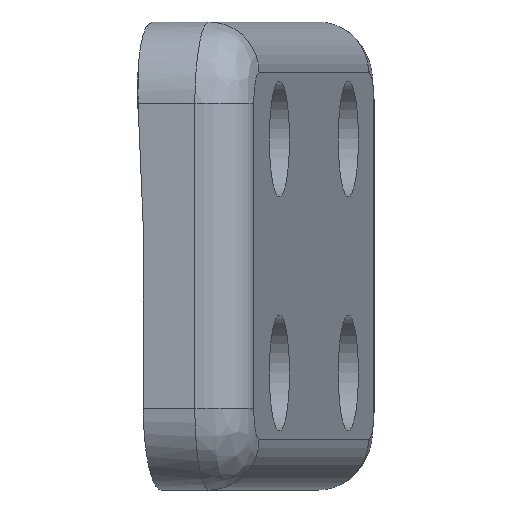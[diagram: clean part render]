
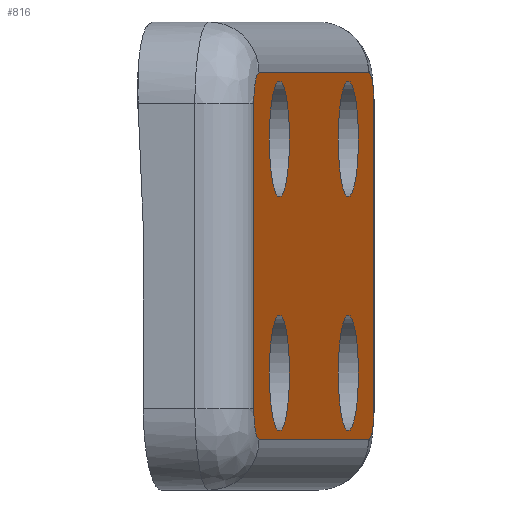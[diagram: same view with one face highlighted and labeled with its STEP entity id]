
A CAD part, front view. The second image highlights one B-rep face of the part: STEP entity #816.
In plain terms, the highlighted planar face has unit normal (0.985, -0.174, 0).
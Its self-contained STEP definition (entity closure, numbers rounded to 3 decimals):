
#19=FACE_BOUND('',#141,.T.);
#20=FACE_BOUND('',#142,.T.);
#21=FACE_BOUND('',#143,.T.);
#22=FACE_BOUND('',#144,.T.);
#31=PLANE('',#898);
#91=FACE_OUTER_BOUND('',#140,.T.);
#140=EDGE_LOOP('',(#613,#614,#615,#616,#617,#618,#619,#620));
#141=EDGE_LOOP('',(#621));
#142=EDGE_LOOP('',(#622));
#143=EDGE_LOOP('',(#623));
#144=EDGE_LOOP('',(#624));
#187=LINE('',#1225,#260);
#190=LINE('',#1248,#263);
#192=LINE('',#1268,#265);
#194=LINE('',#1288,#267);
#260=VECTOR('',#967,10.);
#263=VECTOR('',#982,10.);
#265=VECTOR('',#994,10.);
#267=VECTOR('',#1006,10.);
#337=CIRCLE('',#873,1.5);
#341=CIRCLE('',#878,1.5);
#345=CIRCLE('',#883,1.5);
#348=CIRCLE('',#887,1.5);
#349=CIRCLE('',#899,2.85);
#350=CIRCLE('',#900,2.85);
#351=CIRCLE('',#901,2.85);
#352=CIRCLE('',#902,2.85);
#362=VERTEX_POINT('',#1222);
#363=VERTEX_POINT('',#1224);
#365=VERTEX_POINT('',#1238);
#367=VERTEX_POINT('',#1244);
#369=VERTEX_POINT('',#1258);
#371=VERTEX_POINT('',#1264);
#373=VERTEX_POINT('',#1278);
#375=VERTEX_POINT('',#1284);
#395=VERTEX_POINT('',#1345);
#396=VERTEX_POINT('',#1347);
#397=VERTEX_POINT('',#1349);
#398=VERTEX_POINT('',#1351);
#435=EDGE_CURVE('',#362,#363,#187,.T.);
#440=EDGE_CURVE('',#363,#365,#337,.T.);
#443=EDGE_CURVE('',#365,#367,#190,.T.);
#446=EDGE_CURVE('',#367,#369,#341,.T.);
#449=EDGE_CURVE('',#369,#371,#192,.T.);
#452=EDGE_CURVE('',#371,#373,#345,.T.);
#455=EDGE_CURVE('',#373,#375,#194,.T.);
#457=EDGE_CURVE('',#375,#362,#348,.T.);
#480=EDGE_CURVE('',#395,#395,#349,.F.);
#481=EDGE_CURVE('',#396,#396,#350,.F.);
#482=EDGE_CURVE('',#397,#397,#351,.F.);
#483=EDGE_CURVE('',#398,#398,#352,.F.);
#613=ORIENTED_EDGE('',*,*,#435,.F.);
#614=ORIENTED_EDGE('',*,*,#457,.F.);
#615=ORIENTED_EDGE('',*,*,#455,.F.);
#616=ORIENTED_EDGE('',*,*,#452,.F.);
#617=ORIENTED_EDGE('',*,*,#449,.F.);
#618=ORIENTED_EDGE('',*,*,#446,.F.);
#619=ORIENTED_EDGE('',*,*,#443,.F.);
#620=ORIENTED_EDGE('',*,*,#440,.F.);
#621=ORIENTED_EDGE('',*,*,#480,.F.);
#622=ORIENTED_EDGE('',*,*,#481,.F.);
#623=ORIENTED_EDGE('',*,*,#482,.F.);
#624=ORIENTED_EDGE('',*,*,#483,.F.);
#816=ADVANCED_FACE('',(#91,#19,#20,#21,#22),#31,.T.);
#873=AXIS2_PLACEMENT_3D('',#1242,#975,#976);
#878=AXIS2_PLACEMENT_3D('',#1262,#987,#988);
#883=AXIS2_PLACEMENT_3D('',#1282,#999,#1000);
#887=AXIS2_PLACEMENT_3D('',#1299,#1009,#1010);
#898=AXIS2_PLACEMENT_3D('',#1344,#1047,#1048);
#899=AXIS2_PLACEMENT_3D('',#1346,#1049,#1050);
#900=AXIS2_PLACEMENT_3D('',#1348,#1051,#1052);
#901=AXIS2_PLACEMENT_3D('',#1350,#1053,#1054);
#902=AXIS2_PLACEMENT_3D('',#1352,#1055,#1056);
#967=DIRECTION('',(0.,0.,-1.));
#975=DIRECTION('center_axis',(-0.985,0.174,0.));
#976=DIRECTION('ref_axis',(0.123,0.696,-0.707));
#982=DIRECTION('',(-0.174,-0.985,0.));
#987=DIRECTION('center_axis',(-0.985,0.174,0.));
#988=DIRECTION('ref_axis',(-0.123,-0.696,-0.707));
#994=DIRECTION('',(0.,0.,1.));
#999=DIRECTION('center_axis',(-0.985,0.174,0.));
#1000=DIRECTION('ref_axis',(-0.123,-0.696,0.707));
#1006=DIRECTION('',(0.174,0.985,0.));
#1009=DIRECTION('center_axis',(-0.985,0.174,0.));
#1010=DIRECTION('ref_axis',(0.123,0.696,0.707));
#1047=DIRECTION('center_axis',(0.985,-0.174,0.));
#1048=DIRECTION('ref_axis',(0.,0.,-1.));
#1049=DIRECTION('center_axis',(-0.985,0.174,0.));
#1050=DIRECTION('ref_axis',(0.174,0.985,0.));
#1051=DIRECTION('center_axis',(-0.985,0.174,0.));
#1052=DIRECTION('ref_axis',(0.174,0.985,0.));
#1053=DIRECTION('center_axis',(-0.985,0.174,0.));
#1054=DIRECTION('ref_axis',(0.174,0.985,0.));
#1055=DIRECTION('center_axis',(-0.985,0.174,0.));
#1056=DIRECTION('ref_axis',(0.174,0.985,0.));
#1222=CARTESIAN_POINT('',(90.513,15.466,185.));
#1224=CARTESIAN_POINT('',(90.513,15.466,170.));
#1225=CARTESIAN_POINT('',(90.513,15.466,171.75));
#1238=CARTESIAN_POINT('',(90.252,13.989,168.5));
#1242=CARTESIAN_POINT('Origin',(90.252,13.989,170.));
#1244=CARTESIAN_POINT('',(84.869,-16.54,168.5));
#1248=CARTESIAN_POINT('',(85.781,-11.37,168.5));
#1258=CARTESIAN_POINT('',(84.609,-18.017,170.));
#1262=CARTESIAN_POINT('Origin',(84.869,-16.54,170.));
#1264=CARTESIAN_POINT('',(84.609,-18.017,185.));
#1268=CARTESIAN_POINT('',(84.609,-18.017,183.25));
#1278=CARTESIAN_POINT('',(84.869,-16.54,186.5));
#1282=CARTESIAN_POINT('Origin',(84.869,-16.54,185.));
#1284=CARTESIAN_POINT('',(90.252,13.989,186.5));
#1288=CARTESIAN_POINT('',(88.993,6.849,186.5));
#1299=CARTESIAN_POINT('Origin',(90.252,13.989,185.));
#1344=CARTESIAN_POINT('Origin',(87.387,-2.26,177.5));
#1345=CARTESIAN_POINT('',(85.373,-13.684,171.75));
#1346=CARTESIAN_POINT('Origin',(85.868,-10.877,171.75));
#1347=CARTESIAN_POINT('',(88.759,5.52,171.75));
#1348=CARTESIAN_POINT('Origin',(89.254,8.327,171.75));
#1349=CARTESIAN_POINT('',(88.759,5.52,183.25));
#1350=CARTESIAN_POINT('Origin',(89.254,8.327,183.25));
#1351=CARTESIAN_POINT('',(85.373,-13.684,183.25));
#1352=CARTESIAN_POINT('Origin',(85.868,-10.877,183.25));
